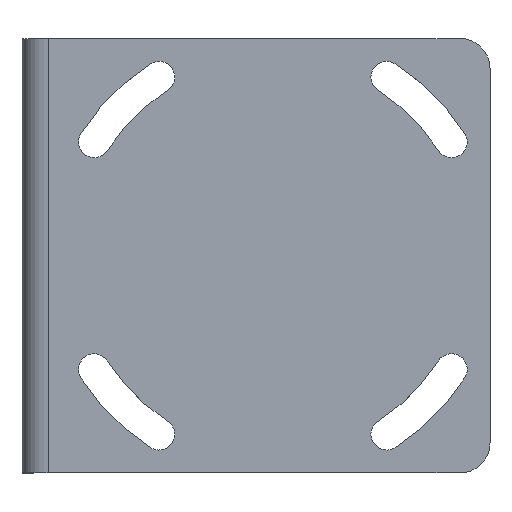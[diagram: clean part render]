
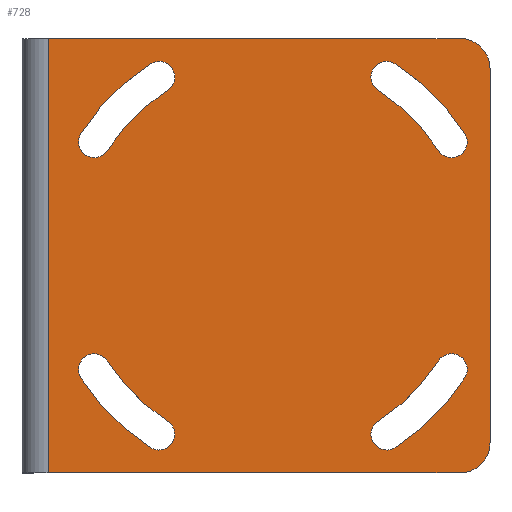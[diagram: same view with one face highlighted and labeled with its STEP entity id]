
A CAD part, top view. The second image highlights one B-rep face of the part: STEP entity #728.
In plain terms, the highlighted planar face has unit normal (0, 0, 1).
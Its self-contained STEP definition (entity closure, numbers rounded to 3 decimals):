
#16=FACE_BOUND($,#108,.T.);
#17=FACE_BOUND($,#109,.T.);
#18=FACE_BOUND($,#110,.T.);
#19=FACE_BOUND($,#111,.T.);
#65=FACE_OUTER_BOUND($,#107,.T.);
#107=EDGE_LOOP($,(#533,#534,#535,#536,#537,#538));
#108=EDGE_LOOP($,(#539,#540,#541,#542));
#109=EDGE_LOOP($,(#543,#544,#545,#546));
#110=EDGE_LOOP($,(#547,#548,#549,#550));
#111=EDGE_LOOP($,(#551,#552,#553,#554));
#155=CIRCLE($,#769,4.);
#169=CIRCLE($,#788,4.);
#170=CIRCLE($,#789,26.184);
#171=CIRCLE($,#790,2.1);
#172=CIRCLE($,#791,30.384);
#173=CIRCLE($,#792,2.1);
#174=CIRCLE($,#793,2.1);
#175=CIRCLE($,#794,26.184);
#176=CIRCLE($,#795,2.1);
#177=CIRCLE($,#796,30.384);
#178=CIRCLE($,#797,2.1);
#179=CIRCLE($,#798,26.184);
#180=CIRCLE($,#799,2.1);
#181=CIRCLE($,#800,30.384);
#182=CIRCLE($,#801,30.384);
#183=CIRCLE($,#802,2.1);
#184=CIRCLE($,#803,26.184);
#185=CIRCLE($,#804,2.1);
#219=LINE($,#1133,#267);
#228=LINE($,#1184,#276);
#231=LINE($,#1191,#279);
#232=LINE($,#1192,#280);
#267=VECTOR($,#876,55.);
#276=VECTOR($,#927,50.);
#279=VECTOR($,#934,55.);
#280=VECTOR($,#935,58.);
#316=VERTEX_POINT($,#1130);
#317=VERTEX_POINT($,#1132);
#320=VERTEX_POINT($,#1139);
#321=VERTEX_POINT($,#1141);
#338=VERTEX_POINT($,#1183);
#340=VERTEX_POINT($,#1190);
#341=VERTEX_POINT($,#1193);
#342=VERTEX_POINT($,#1194);
#343=VERTEX_POINT($,#1196);
#344=VERTEX_POINT($,#1198);
#345=VERTEX_POINT($,#1201);
#346=VERTEX_POINT($,#1202);
#347=VERTEX_POINT($,#1204);
#348=VERTEX_POINT($,#1206);
#349=VERTEX_POINT($,#1209);
#350=VERTEX_POINT($,#1210);
#351=VERTEX_POINT($,#1212);
#352=VERTEX_POINT($,#1214);
#353=VERTEX_POINT($,#1217);
#354=VERTEX_POINT($,#1218);
#355=VERTEX_POINT($,#1220);
#356=VERTEX_POINT($,#1222);
#390=EDGE_CURVE($,#317,#316,#219,.T.);
#394=EDGE_CURVE($,#321,#320,#155,.F.);
#415=EDGE_CURVE($,#338,#321,#228,.T.);
#418=EDGE_CURVE($,#316,#338,#169,.F.);
#419=EDGE_CURVE($,#320,#340,#231,.T.);
#420=EDGE_CURVE($,#340,#317,#232,.T.);
#421=EDGE_CURVE($,#341,#342,#170,.T.);
#422=EDGE_CURVE($,#343,#341,#171,.F.);
#423=EDGE_CURVE($,#344,#343,#172,.F.);
#424=EDGE_CURVE($,#342,#344,#173,.F.);
#425=EDGE_CURVE($,#345,#346,#174,.F.);
#426=EDGE_CURVE($,#347,#345,#175,.T.);
#427=EDGE_CURVE($,#348,#347,#176,.F.);
#428=EDGE_CURVE($,#348,#346,#177,.T.);
#429=EDGE_CURVE($,#349,#350,#178,.T.);
#430=EDGE_CURVE($,#351,#350,#179,.T.);
#431=EDGE_CURVE($,#352,#351,#180,.F.);
#432=EDGE_CURVE($,#349,#352,#181,.F.);
#433=EDGE_CURVE($,#353,#354,#182,.F.);
#434=EDGE_CURVE($,#353,#355,#183,.T.);
#435=EDGE_CURVE($,#356,#355,#184,.T.);
#436=EDGE_CURVE($,#354,#356,#185,.F.);
#533=ORIENTED_EDGE($,*,*,#390,.T.);
#534=ORIENTED_EDGE($,*,*,#418,.T.);
#535=ORIENTED_EDGE($,*,*,#415,.T.);
#536=ORIENTED_EDGE($,*,*,#394,.T.);
#537=ORIENTED_EDGE($,*,*,#419,.T.);
#538=ORIENTED_EDGE($,*,*,#420,.T.);
#539=ORIENTED_EDGE($,*,*,#421,.F.);
#540=ORIENTED_EDGE($,*,*,#422,.F.);
#541=ORIENTED_EDGE($,*,*,#423,.F.);
#542=ORIENTED_EDGE($,*,*,#424,.F.);
#543=ORIENTED_EDGE($,*,*,#425,.F.);
#544=ORIENTED_EDGE($,*,*,#426,.F.);
#545=ORIENTED_EDGE($,*,*,#427,.F.);
#546=ORIENTED_EDGE($,*,*,#428,.T.);
#547=ORIENTED_EDGE($,*,*,#429,.T.);
#548=ORIENTED_EDGE($,*,*,#430,.F.);
#549=ORIENTED_EDGE($,*,*,#431,.F.);
#550=ORIENTED_EDGE($,*,*,#432,.F.);
#551=ORIENTED_EDGE($,*,*,#433,.F.);
#552=ORIENTED_EDGE($,*,*,#434,.T.);
#553=ORIENTED_EDGE($,*,*,#435,.F.);
#554=ORIENTED_EDGE($,*,*,#436,.F.);
#717=PLANE($,#787);
#728=ADVANCED_FACE($,(#65,#16,#17,#18,#19),#717,.F.);
#769=AXIS2_PLACEMENT_3D($,#1142,#884,#885);
#787=AXIS2_PLACEMENT_3D($,#1188,#930,#931);
#788=AXIS2_PLACEMENT_3D($,#1189,#932,#933);
#789=AXIS2_PLACEMENT_3D($,#1195,#936,#937);
#790=AXIS2_PLACEMENT_3D($,#1197,#938,#939);
#791=AXIS2_PLACEMENT_3D($,#1199,#940,#941);
#792=AXIS2_PLACEMENT_3D($,#1200,#942,#943);
#793=AXIS2_PLACEMENT_3D($,#1203,#944,#945);
#794=AXIS2_PLACEMENT_3D($,#1205,#946,#947);
#795=AXIS2_PLACEMENT_3D($,#1207,#948,#949);
#796=AXIS2_PLACEMENT_3D($,#1208,#950,#951);
#797=AXIS2_PLACEMENT_3D($,#1211,#952,#953);
#798=AXIS2_PLACEMENT_3D($,#1213,#954,#955);
#799=AXIS2_PLACEMENT_3D($,#1215,#956,#957);
#800=AXIS2_PLACEMENT_3D($,#1216,#958,#959);
#801=AXIS2_PLACEMENT_3D($,#1219,#960,#961);
#802=AXIS2_PLACEMENT_3D($,#1221,#962,#963);
#803=AXIS2_PLACEMENT_3D($,#1223,#964,#965);
#804=AXIS2_PLACEMENT_3D($,#1224,#966,#967);
#876=DIRECTION($,(1.,0.,0.));
#884=DIRECTION('center_axis',(0.,0.,-1.));
#885=DIRECTION('ref_axis',(-1.,0.,0.));
#927=DIRECTION($,(0.,1.,0.));
#930=DIRECTION('center_axis',(0.,0.,-1.));
#931=DIRECTION('ref_axis',(-1.,0.,0.));
#932=DIRECTION('center_axis',(0.,0.,-1.));
#933=DIRECTION('ref_axis',(-1.,0.,0.));
#934=DIRECTION($,(-1.,0.,0.));
#935=DIRECTION($,(0.,-1.,0.));
#936=DIRECTION('center_axis',(0.,0.,-1.));
#937=DIRECTION('ref_axis',(-1.,0.,0.));
#938=DIRECTION('center_axis',(0.,0.,-1.));
#939=DIRECTION('ref_axis',(-1.,0.,0.));
#940=DIRECTION('center_axis',(0.,0.,-1.));
#941=DIRECTION('ref_axis',(-1.,0.,0.));
#942=DIRECTION('center_axis',(0.,0.,-1.));
#943=DIRECTION('ref_axis',(-1.,0.,0.));
#944=DIRECTION('center_axis',(0.,0.,-1.));
#945=DIRECTION('ref_axis',(-1.,0.,0.));
#946=DIRECTION('center_axis',(0.,0.,-1.));
#947=DIRECTION('ref_axis',(-1.,0.,0.));
#948=DIRECTION('center_axis',(0.,0.,-1.));
#949=DIRECTION('ref_axis',(-1.,0.,0.));
#950=DIRECTION('center_axis',(0.,0.,-1.));
#951=DIRECTION('ref_axis',(-1.,0.,0.));
#952=DIRECTION('center_axis',(0.,0.,-1.));
#953=DIRECTION('ref_axis',(-1.,0.,0.));
#954=DIRECTION('center_axis',(0.,0.,-1.));
#955=DIRECTION('ref_axis',(-1.,0.,0.));
#956=DIRECTION('center_axis',(0.,0.,-1.));
#957=DIRECTION('ref_axis',(-1.,0.,0.));
#958=DIRECTION('center_axis',(0.,0.,-1.));
#959=DIRECTION('ref_axis',(-1.,0.,0.));
#960=DIRECTION('center_axis',(0.,0.,-1.));
#961=DIRECTION('ref_axis',(-1.,0.,0.));
#962=DIRECTION('center_axis',(0.,0.,-1.));
#963=DIRECTION('ref_axis',(-1.,0.,0.));
#964=DIRECTION('center_axis',(0.,0.,-1.));
#965=DIRECTION('ref_axis',(-1.,0.,0.));
#966=DIRECTION('center_axis',(0.,0.,-1.));
#967=DIRECTION('ref_axis',(-1.,0.,0.));
#1130=CARTESIAN_POINT('',(25.,-29.,0.));
#1132=CARTESIAN_POINT('',(-30.,-29.,0.));
#1133=CARTESIAN_POINT($,(-30.,-29.,0.));
#1139=CARTESIAN_POINT('',(25.,29.,0.));
#1141=CARTESIAN_POINT('',(29.,25.,0.));
#1142=CARTESIAN_POINT('Origin',(25.,25.,0.));
#1183=CARTESIAN_POINT('',(29.,-25.,0.));
#1184=CARTESIAN_POINT($,(29.,-29.,0.));
#1188=CARTESIAN_POINT('Origin',(-30.,29.,0.));
#1189=CARTESIAN_POINT('Origin',(25.,-25.,0.));
#1190=CARTESIAN_POINT('',(-30.,29.,0.));
#1191=CARTESIAN_POINT($,(29.,29.,0.));
#1192=CARTESIAN_POINT($,(-30.,29.,0.));
#1193=CARTESIAN_POINT('',(22.084,-14.069,0.));
#1194=CARTESIAN_POINT('',(14.069,-22.084,0.));
#1195=CARTESIAN_POINT('Origin',(0.,0.,0.));
#1196=CARTESIAN_POINT('',(25.626,-16.325,0.));
#1197=CARTESIAN_POINT('Origin',(23.855,-15.197,0.));
#1198=CARTESIAN_POINT('',(16.325,-25.626,0.));
#1199=CARTESIAN_POINT('Origin',(0.,0.,0.));
#1200=CARTESIAN_POINT('Origin',(15.197,-23.855,0.));
#1201=CARTESIAN_POINT('',(-14.069,22.084,0.));
#1202=CARTESIAN_POINT('',(-16.325,25.626,0.));
#1203=CARTESIAN_POINT('Origin',(-15.197,23.855,0.));
#1204=CARTESIAN_POINT('',(-22.084,14.069,0.));
#1205=CARTESIAN_POINT('Origin',(0.,0.,0.));
#1206=CARTESIAN_POINT('',(-25.626,16.325,0.));
#1207=CARTESIAN_POINT('Origin',(-23.855,15.197,0.));
#1208=CARTESIAN_POINT('Origin',(0.,0.,0.));
#1209=CARTESIAN_POINT('',(-25.626,-16.325,0.));
#1210=CARTESIAN_POINT('',(-22.084,-14.069,0.));
#1211=CARTESIAN_POINT('Origin',(-23.855,-15.197,0.));
#1212=CARTESIAN_POINT('',(-14.069,-22.084,0.));
#1213=CARTESIAN_POINT('Origin',(0.,0.,0.));
#1214=CARTESIAN_POINT('',(-16.325,-25.626,0.));
#1215=CARTESIAN_POINT('Origin',(-15.197,-23.855,0.));
#1216=CARTESIAN_POINT('Origin',(0.,0.,0.));
#1217=CARTESIAN_POINT('',(25.626,16.325,0.));
#1218=CARTESIAN_POINT('',(16.325,25.626,0.));
#1219=CARTESIAN_POINT('Origin',(0.,0.,0.));
#1220=CARTESIAN_POINT('',(22.084,14.069,0.));
#1221=CARTESIAN_POINT('Origin',(23.855,15.197,0.));
#1222=CARTESIAN_POINT('',(14.069,22.084,0.));
#1223=CARTESIAN_POINT('Origin',(0.,0.,0.));
#1224=CARTESIAN_POINT('Origin',(15.197,23.855,0.));
